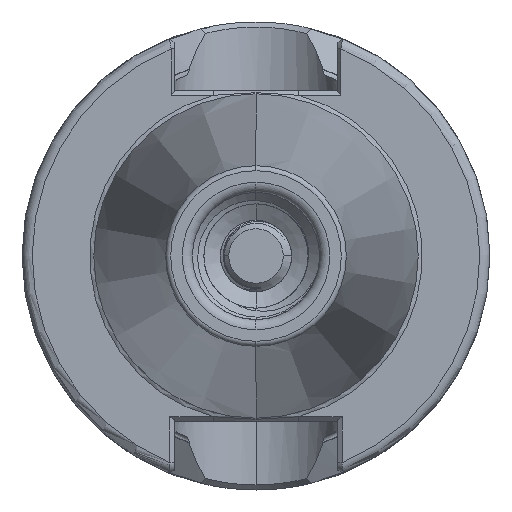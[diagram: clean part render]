
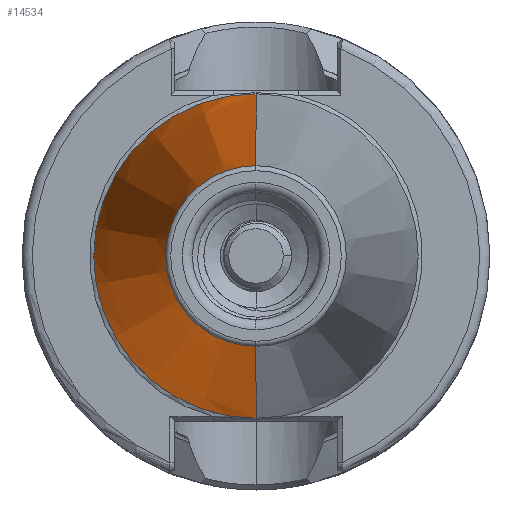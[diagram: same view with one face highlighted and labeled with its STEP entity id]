
A CAD part, left-side view. The second image highlights one B-rep face of the part: STEP entity #14534.
In plain terms, the highlighted conical face has half-angle 8.297 degrees and reference radius 15.948 mm.
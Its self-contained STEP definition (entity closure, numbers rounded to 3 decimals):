
#715 = CARTESIAN_POINT ( 'NONE',  ( -49.972, 0., 8.879 ) ) ;
#770 = CARTESIAN_POINT ( 'NONE',  ( -49.972, 0., -8.879 ) ) ;
#785 = CARTESIAN_POINT ( 'NONE',  ( -1.5, 0., 15.948 ) ) ;
#791 = CARTESIAN_POINT ( 'NONE',  ( -1.5, 0., -15.948 ) ) ;
#951 = DIRECTION ( 'NONE',  ( 1., 0., 0. ) ) ;
#959 = DIRECTION ( 'NONE',  ( 0., 0., -1. ) ) ;
#960 = CARTESIAN_POINT ( 'NONE',  ( -1.5, 0., 0. ) ) ;
#1861 = CARTESIAN_POINT ( 'NONE',  ( -1.5, 0., 0. ) ) ;
#1870 = DIRECTION ( 'NONE',  ( 1., 0., 0. ) ) ;
#1883 = DIRECTION ( 'NONE',  ( 0., 0., -1. ) ) ;
#2086 = CARTESIAN_POINT ( 'NONE',  ( -49.972, 0., 0. ) ) ;
#2090 = DIRECTION ( 'NONE',  ( 0., 0., -1. ) ) ;
#2117 = DIRECTION ( 'NONE',  ( 1., 0., 0. ) ) ;
#2124 = DIRECTION ( 'NONE',  ( 0.99, 0., 0.144 ) ) ;
#2153 = CARTESIAN_POINT ( 'NONE',  ( -1.5, 0., -15.948 ) ) ;
#2159 = CARTESIAN_POINT ( 'NONE',  ( -1.5, 0., 15.948 ) ) ;
#2161 = DIRECTION ( 'NONE',  ( 0.99, 0., -0.144 ) ) ;
#8838 = AXIS2_PLACEMENT_3D ( 'NONE', #1861, #1870, #1883 ) ;
#8920 = AXIS2_PLACEMENT_3D ( 'NONE', #2086, #2117, #2090 ) ;
#10559 = AXIS2_PLACEMENT_3D ( 'NONE', #960, #951, #959 ) ;
#12190 = EDGE_CURVE ( 'NONE', #14303, #14338, #17349, .T. ) ;
#12233 = EDGE_CURVE ( 'NONE', #14334, #14251, #17427, .T. ) ;
#12240 = EDGE_CURVE ( 'NONE', #14251, #14338, #17399, .T. ) ;
#12242 = EDGE_CURVE ( 'NONE', #14334, #14303, #17437, .T. ) ;
#13033 = ORIENTED_EDGE ( 'NONE', *, *, #12242, .F. ) ;
#13040 = ORIENTED_EDGE ( 'NONE', *, *, #12190, .F. ) ;
#13126 = ORIENTED_EDGE ( 'NONE', *, *, #12240, .T. ) ;
#13144 = ORIENTED_EDGE ( 'NONE', *, *, #12233, .T. ) ;
#13288 = EDGE_LOOP ( 'NONE', ( #13144, #13126, #13040, #13033 ) ) ;
#14251 = VERTEX_POINT ( 'NONE', #715 ) ;
#14303 = VERTEX_POINT ( 'NONE', #791 ) ;
#14334 = VERTEX_POINT ( 'NONE', #770 ) ;
#14338 = VERTEX_POINT ( 'NONE', #785 ) ;
#14534 = ADVANCED_FACE ( 'NONE', ( #17502 ), #17542, .T. ) ;
#17349 = CIRCLE ( 'NONE', #8838, 15.948 ) ;
#17399 = LINE ( 'NONE', #2159, #17418 ) ;
#17418 = VECTOR ( 'NONE', #2124, 1000. ) ;
#17427 = CIRCLE ( 'NONE', #8920, 8.879 ) ;
#17432 = VECTOR ( 'NONE', #2161, 1000. ) ;
#17437 = LINE ( 'NONE', #2153, #17432 ) ;
#17502 = FACE_OUTER_BOUND ( 'NONE', #13288, .T. ) ;
#17542 = CONICAL_SURFACE ( 'NONE', #10559, 15.948, 0.145 ) ;
